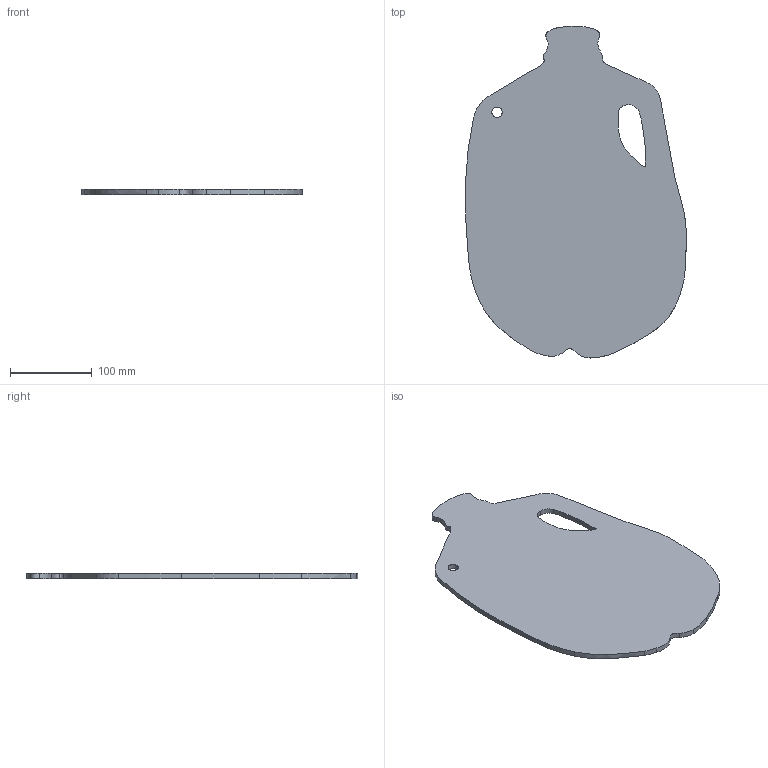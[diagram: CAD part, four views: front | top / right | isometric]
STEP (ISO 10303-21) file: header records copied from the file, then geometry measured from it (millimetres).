
FILE_DESCRIPTION(/* description */ (''),/* implementation_level */ '2;1');
FILE_NAME(/* name */ 'Milk Jug Edit.step',/* time_stamp */ '2026-01-12T07:48:57-07:00',/* author */ (''),/* organization */ (''),/* preprocessor_version */ 'ST-DEVELOPER v20.1',/* originating_system */ 'Autodesk Translation Framework v14.21.0.0',/* authorisation */ '');
FILE_SCHEMA (('AUTOMOTIVE_DESIGN { 1 0 10303 214 3 1 1 }'));
Length unit declared in the file: inch
Products named in the file (1): 2026-01-12-07-39-36-315
Bounding box: 270.37 x 406.32 x 6.35 mm (x, y, z)
Volume: 525286 mm3; surface area: 173971.9 mm2
Topology: 1 solids, 1 shells, 42 faces, 120 edges, 80 vertices
Faces by surface type: bspline 39, plane 2, cylinder 1
Full cylindrical faces by diameter (mm): 12.7 x1
Entity records: 1506 total; most frequent: CARTESIAN_POINT 750, ORIENTED_EDGE 240, EDGE_CURVE 120, VERTEX_POINT 80, DIRECTION 52, EDGE_LOOP 46, FACE_OUTER_BOUND 42, ADVANCED_FACE 42
